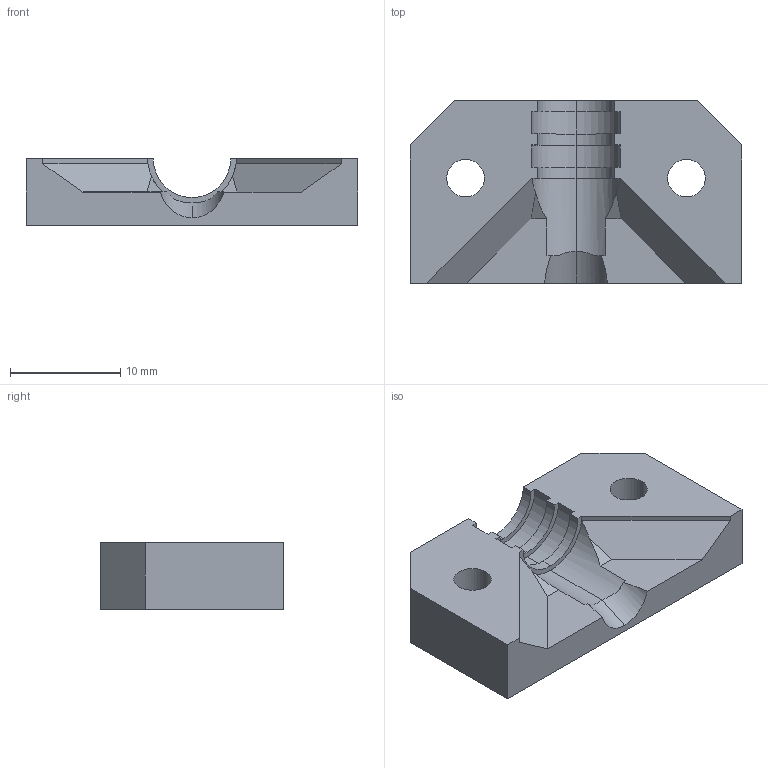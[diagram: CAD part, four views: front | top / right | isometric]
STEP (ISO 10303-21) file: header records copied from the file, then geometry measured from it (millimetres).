
FILE_DESCRIPTION (( 'STEP AP214' ), '1' );
FILE_NAME ('heatbed-cable-cover-no-screw_top.step', '2018-05-02T22:10:01', ( '' ), ( '' ), 'SwSTEP 2.0', 'SolidWorks 2017', '' );
FILE_SCHEMA (( 'AUTOMOTIVE_DESIGN' ));
Length unit declared in the file: millimetre
Products named in the file (1): heatbed-cable-cover-no-screw_top
Bounding box: 30 x 16.5 x 6 mm (x, y, z)
Volume: 2056.2 mm3; surface area: 1618.8 mm2
Topology: 1 solids, 1 shells, 74 faces, 199 edges, 127 vertices
Faces by surface type: plane 48, cylinder 22, cone 4
Entity records: 2355 total; most frequent: CARTESIAN_POINT 445, ORIENTED_EDGE 398, DIRECTION 393, EDGE_CURVE 199, AXIS2_PLACEMENT_3D 131, VECTOR 131, LINE 131, VERTEX_POINT 127
